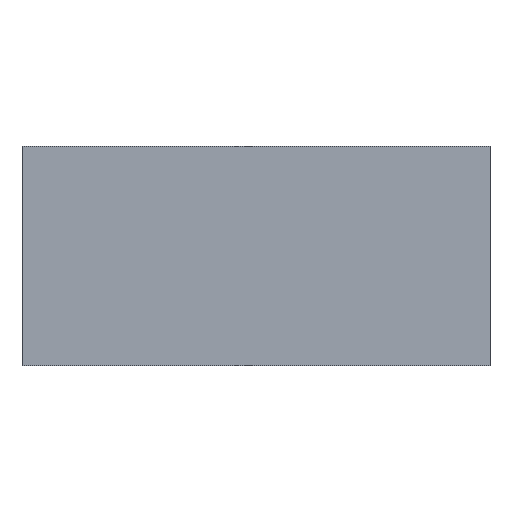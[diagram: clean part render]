
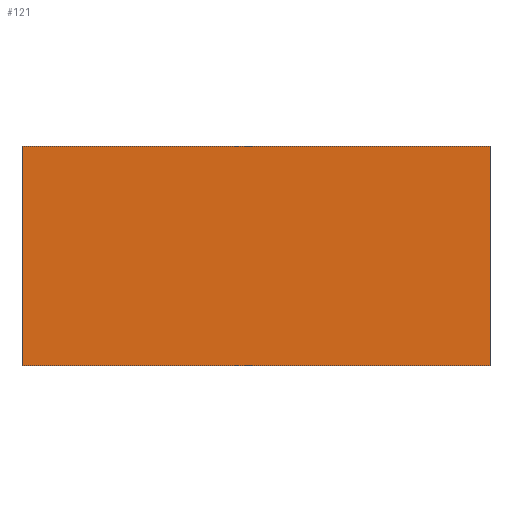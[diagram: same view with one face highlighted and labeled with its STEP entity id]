
A CAD part, top view. The second image highlights one B-rep face of the part: STEP entity #121.
In plain terms, the highlighted planar face has unit normal (0, 0, 1).
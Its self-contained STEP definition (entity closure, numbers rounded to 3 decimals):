
#121=ADVANCED_FACE('',(#197),#199,.T.);
#197=FACE_BOUND('',#198,.T.);
#198=EDGE_LOOP('',(#254,#255,#256,#257));
#199=PLANE('',#200);
#200=AXIS2_PLACEMENT_3D('',#201,#202,#203);
#201=CARTESIAN_POINT('',(0.,0.,0.55));
#202=DIRECTION('',(0.,0.,1.));
#203=DIRECTION('',(1.,0.,0.));
#254=ORIENTED_EDGE('',*,*,#267,.T.);
#255=ORIENTED_EDGE('',*,*,#274,.T.);
#256=ORIENTED_EDGE('',*,*,#278,.T.);
#257=ORIENTED_EDGE('',*,*,#283,.T.);
#267=EDGE_CURVE('',#293,#291,#294,.T.);
#274=EDGE_CURVE('',#291,#305,#307,.T.);
#278=EDGE_CURVE('',#305,#312,#314,.T.);
#283=EDGE_CURVE('',#312,#293,#322,.T.);
#291=VERTEX_POINT('',#331);
#293=VERTEX_POINT('',#335);
#294=LINE('',#336,#337);
#305=VERTEX_POINT('',#359);
#307=LINE('',#363,#364);
#312=VERTEX_POINT('',#374);
#314=LINE('',#378,#379);
#322=LINE('',#396,#397);
#331=CARTESIAN_POINT('',(1.6,0.75,0.55));
#335=CARTESIAN_POINT('',(1.6,-0.75,0.55));
#336=CARTESIAN_POINT('',(1.6,-0.75,0.55));
#337=VECTOR('',#338,1.);
#338=DIRECTION('',(0.,1.,0.));
#359=CARTESIAN_POINT('',(-1.6,0.75,0.55));
#363=CARTESIAN_POINT('',(1.6,0.75,0.55));
#364=VECTOR('',#365,1.);
#365=DIRECTION('',(-1.,0.,0.));
#374=CARTESIAN_POINT('',(-1.6,-0.75,0.55));
#378=CARTESIAN_POINT('',(-1.6,0.75,0.55));
#379=VECTOR('',#380,1.);
#380=DIRECTION('',(0.,-1.,0.));
#396=CARTESIAN_POINT('',(-1.6,-0.75,0.55));
#397=VECTOR('',#398,1.);
#398=DIRECTION('',(1.,0.,0.));
